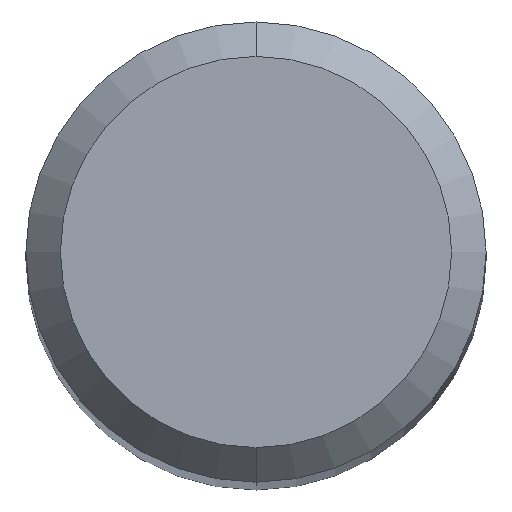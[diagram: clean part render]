
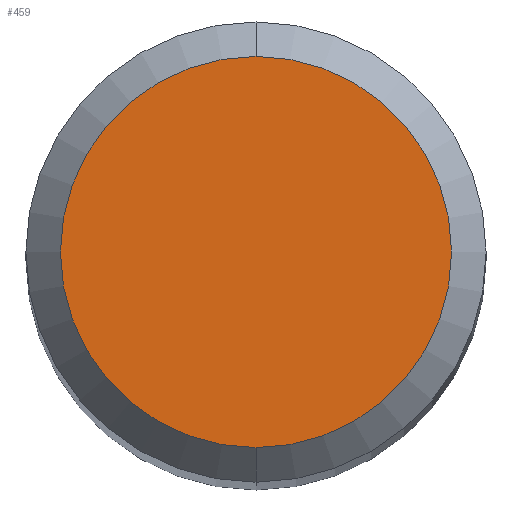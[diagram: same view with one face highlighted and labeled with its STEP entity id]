
A CAD part, top view. The second image highlights one B-rep face of the part: STEP entity #459.
In plain terms, the highlighted planar face has unit normal (0, 0, 1).
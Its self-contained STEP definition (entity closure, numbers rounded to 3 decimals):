
#251=EDGE_CURVE('',#467,#475,#589,.T.);
#435=EDGE_CURVE('',#475,#467,#791,.T.);
#459=ADVANCED_FACE('',(#819),#820,.T.);
#467=VERTEX_POINT('',#828);
#475=VERTEX_POINT('',#837);
#589=CIRCLE('',#1015,1.7);
#791=CIRCLE('',#1433,1.7);
#819=FACE_OUTER_BOUND('',#1467,.T.);
#820=PLANE('',#1468);
#828=CARTESIAN_POINT('',(0.,-1.7,0.0));
#837=CARTESIAN_POINT('',(0.0,1.7,0.0));
#1015=AXIS2_PLACEMENT_3D('',#1617,#1618,#1619);
#1433=AXIS2_PLACEMENT_3D('',#1862,#1863,#1864);
#1467=EDGE_LOOP('',(#1907,#1908));
#1468=AXIS2_PLACEMENT_3D('',#1909,#1910,#1911);
#1617=CARTESIAN_POINT('',(0.0,0.0,0.0));
#1618=DIRECTION('',(0.0,0.0,-1.0));
#1619=DIRECTION('',(0.0,1.0,0.0));
#1862=CARTESIAN_POINT('',(0.0,0.0,0.0));
#1863=DIRECTION('',(0.0,0.0,-1.0));
#1864=DIRECTION('',(0.0,1.0,0.0));
#1907=ORIENTED_EDGE('',*,*,#435,.F.);
#1908=ORIENTED_EDGE('',*,*,#251,.F.);
#1909=CARTESIAN_POINT('',(0.0,0.85,0.0));
#1910=DIRECTION('',(-0.0,0.0,1.0));
#1911=DIRECTION('',(0.0,-1.0,0.0));
